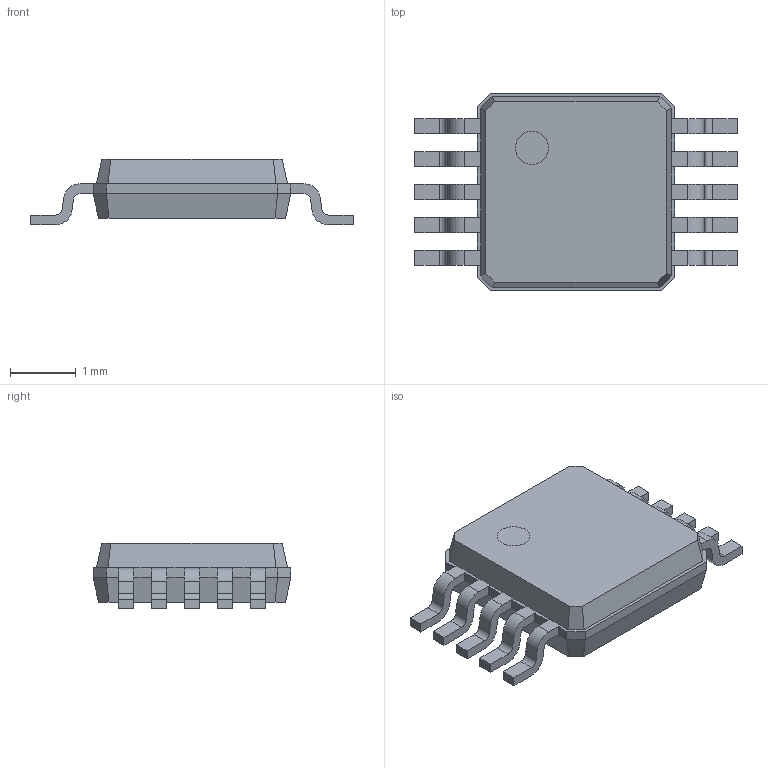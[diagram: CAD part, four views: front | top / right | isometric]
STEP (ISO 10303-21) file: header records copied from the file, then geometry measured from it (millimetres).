
FILE_DESCRIPTION(/* description */ ('model of TSSOP-10_3x3mm_P0.5mm'),/* implementation_level */ '2;1');
FILE_NAME(/* name */ 'TSSOP-10_3x3mm_P0.5mm.step',/* time_stamp */ '1970-01-01T00:00:00',/* author */ ('KiCAD','kicad'),/* organization */ ('OCCT'),/* preprocessor_version */ '',/* originating_system */ 'KiCAD',/* authorisation */ '');
FILE_SCHEMA(('AUTOMOTIVE_DESIGN { 1 0 10303 214 1 1 1 1 }'));
Length unit declared in the file: millimetre
Products named in the file (1): TSSOP-10_3x3mm_P0.5mm
Bounding box: 4.9 x 3 x 1 mm (x, y, z)
Volume: 7.9 mm3; surface area: 35.8 mm2
Topology: 1 solids, 1 shells, 177 faces, 475 edges, 301 vertices
Faces by surface type: plane 121, cylinder 40, bspline 16
Entity records: 3566 total; most frequent: ORIENTED_EDGE 814, EDGE_CURVE 475, CARTESIAN_POINT 404, VERTEX_POINT 301, LINE 300, AXIS2_PLACEMENT_3D 209, FACE_BOUND 178, EDGE_LOOP 178
